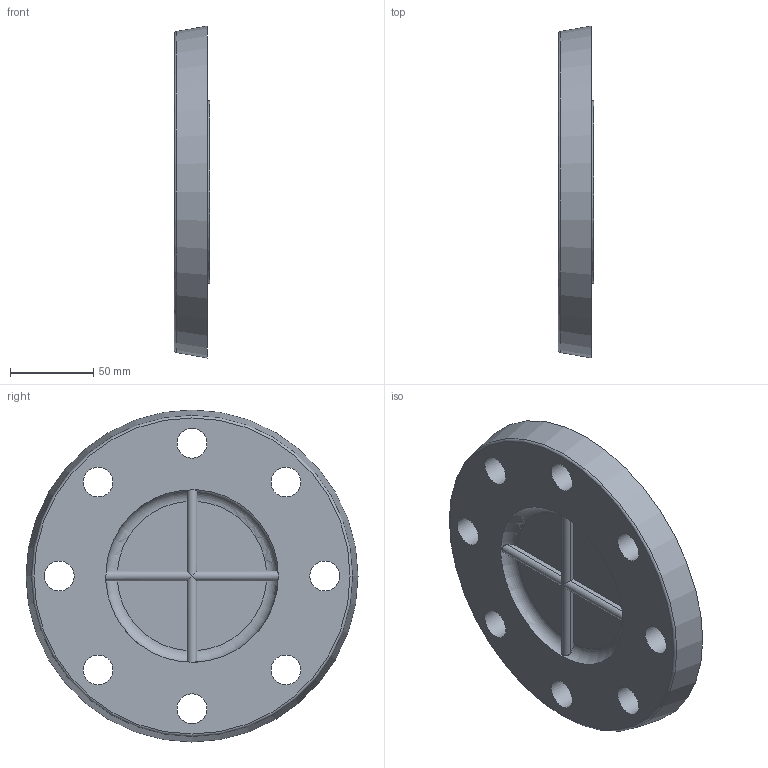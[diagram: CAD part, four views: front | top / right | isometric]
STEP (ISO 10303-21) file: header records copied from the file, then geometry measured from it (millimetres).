
FILE_DESCRIPTION(/* description */ (''),/* implementation_level */ '2;1');
FILE_NAME(/* name */ 'BF000900.stp',/* time_stamp */ '2016-10-25T17:18:16+02:00',/* author */ ('Gabriele'),/* organization */ (''),/* preprocessor_version */ 'ST-DEVELOPER v16.5',/* originating_system */ 'Autodesk Inventor 2017',/* authorisation */ '');
FILE_SCHEMA (('AUTOMOTIVE_DESIGN { 1 0 10303 214 3 1 1 }'));
Length unit declared in the file: millimetre
Products named in the file (1): BF000900
Bounding box: 21.5 x 200 x 200 mm (x, y, z)
Volume: 474720.3 mm3; surface area: 99088.7 mm2
Topology: 1 solids, 1 shells, 747 faces, 1577 edges, 868 vertices
Faces by surface type: torus 290, cylinder 275, sphere 96, plane 85, cone 1
Full cylindrical faces by diameter (mm): 18 x8, 90 x1, 93.333 x1, 96.667 x1, 100 x1, 103.333 x1, 106.667 x1, 110 x1
Entity records: 20630 total; most frequent: CARTESIAN_POINT 4117, DIRECTION 4080, ORIENTED_EDGE 3092, AXIS2_PLACEMENT_3D 1854, EDGE_CURVE 1546, CIRCLE 1094, VERTEX_POINT 859, EDGE_LOOP 821
